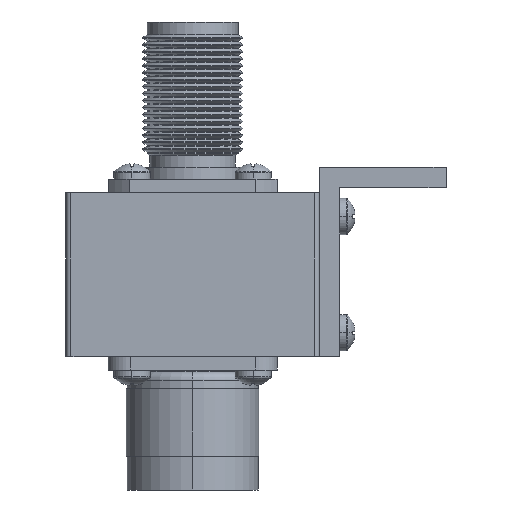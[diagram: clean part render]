
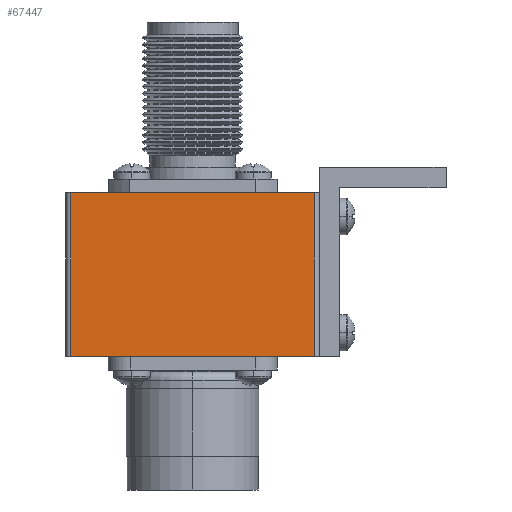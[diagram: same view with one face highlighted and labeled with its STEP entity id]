
A CAD part, front view. The second image highlights one B-rep face of the part: STEP entity #67447.
In plain terms, the highlighted planar face has unit normal (0, -1, 0).
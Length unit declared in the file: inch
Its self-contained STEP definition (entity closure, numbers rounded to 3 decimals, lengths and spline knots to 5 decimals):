
#3855 = ORIENTED_EDGE ( 'NONE', *, *, #28401, .T. ) ;
#4869 = LINE ( 'NONE', #6940, #31242 ) ;
#5489 = DIRECTION ( 'NONE',  ( 1., 0., 0. ) ) ;
#6364 = CARTESIAN_POINT ( 'NONE',  ( 0.03, 0., 0. ) ) ;
#6940 = CARTESIAN_POINT ( 'NONE',  ( 0.03, 0., 0.97 ) ) ;
#21623 = DIRECTION ( 'NONE',  ( 0., 0., -1. ) ) ;
#22294 = CARTESIAN_POINT ( 'NONE',  ( 0., 0., 0.97 ) ) ;
#23133 = EDGE_CURVE ( 'NONE', #55588, #36275, #4869, .T. ) ;
#24201 = CARTESIAN_POINT ( 'NONE',  ( 0.03, 0., 0.97 ) ) ;
#28401 = EDGE_CURVE ( 'NONE', #73326, #92815, #97648, .T. ) ;
#31242 = VECTOR ( 'NONE', #21623, 39.37008 ) ;
#33228 = CARTESIAN_POINT ( 'NONE',  ( 0., 0., 0.97 ) ) ;
#35305 = LINE ( 'NONE', #33228, #97639 ) ;
#36275 = VERTEX_POINT ( 'NONE', #6364 ) ;
#49027 = CARTESIAN_POINT ( 'NONE',  ( 0., 0., 0. ) ) ;
#50654 = DIRECTION ( 'NONE',  ( 0., 0., 1. ) ) ;
#55588 = VERTEX_POINT ( 'NONE', #24201 ) ;
#57915 = DIRECTION ( 'NONE',  ( 1., 0., 0. ) ) ;
#58342 = EDGE_CURVE ( 'NONE', #36275, #73326, #96039, .T. ) ;
#63565 = CARTESIAN_POINT ( 'NONE',  ( 1.47, 0., 0.97 ) ) ;
#64011 = CARTESIAN_POINT ( 'NONE',  ( 1.47, 0., 0. ) ) ;
#67368 = CARTESIAN_POINT ( 'NONE',  ( 1.47, 0., 0.97 ) ) ;
#67447 = ADVANCED_FACE ( 'NONE', ( #93365 ), #85540, .F. ) ;
#67616 = AXIS2_PLACEMENT_3D ( 'NONE', #22294, #68839, #70925 ) ;
#68839 = DIRECTION ( 'NONE',  ( 0., 1., 0. ) ) ;
#70645 = EDGE_LOOP ( 'NONE', ( #92284, #3855, #82128, #79640 ) ) ;
#70925 = DIRECTION ( 'NONE',  ( 0., 0., 1. ) ) ;
#73326 = VERTEX_POINT ( 'NONE', #64011 ) ;
#77954 = EDGE_CURVE ( 'NONE', #55588, #92815, #35305, .T. ) ;
#79640 = ORIENTED_EDGE ( 'NONE', *, *, #23133, .T. ) ;
#82128 = ORIENTED_EDGE ( 'NONE', *, *, #77954, .F. ) ;
#85470 = VECTOR ( 'NONE', #57915, 39.37008 ) ;
#85540 = PLANE ( 'NONE',  #67616 ) ;
#92284 = ORIENTED_EDGE ( 'NONE', *, *, #58342, .T. ) ;
#92815 = VERTEX_POINT ( 'NONE', #63565 ) ;
#93365 = FACE_OUTER_BOUND ( 'NONE', #70645, .T. ) ;
#96039 = LINE ( 'NONE', #49027, #85470 ) ;
#96812 = VECTOR ( 'NONE', #50654, 39.37008 ) ;
#97639 = VECTOR ( 'NONE', #5489, 39.37008 ) ;
#97648 = LINE ( 'NONE', #67368, #96812 ) ;
